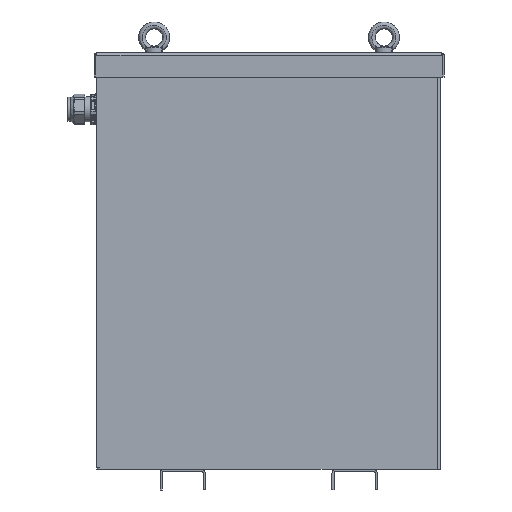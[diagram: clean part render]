
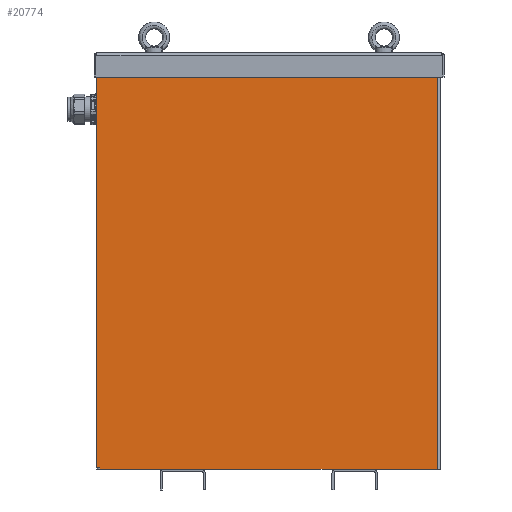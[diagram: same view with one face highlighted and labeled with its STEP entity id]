
A CAD part, left-side view. The second image highlights one B-rep face of the part: STEP entity #20774.
In plain terms, the highlighted planar face has unit normal (-1, 0, 0).
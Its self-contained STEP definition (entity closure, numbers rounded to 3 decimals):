
#16584=CARTESIAN_POINT('',(-103.316,-5.,-72.));
#16585=VERTEX_POINT('',#16584);
#16586=CARTESIAN_POINT('',(-103.316,-59.,-72.));
#16587=VERTEX_POINT('',#16586);
#16588=CARTESIAN_POINT('',(-103.316,-5.,-72.));
#16589=DIRECTION('',(0.0,-1.0,0.0));
#16590=VECTOR('',#16589,54.0);
#16591=LINE('',#16588,#16590);
#16592=EDGE_CURVE('',#16585,#16587,#16591,.T.);
#17122=CARTESIAN_POINT('',(-103.316,191.,-72.));
#17123=VERTEX_POINT('',#17122);
#17124=CARTESIAN_POINT('',(-103.316,191.,-72.));
#17125=DIRECTION('',(0.0,-1.0,0.0));
#17126=VECTOR('',#17125,196.);
#17127=LINE('',#17124,#17126);
#17128=EDGE_CURVE('',#17123,#16585,#17127,.T.);
#17178=CARTESIAN_POINT('',(-103.316,-153.,-72.));
#17179=VERTEX_POINT('',#17178);
#17187=CARTESIAN_POINT('',(-103.316,-59.,-72.));
#17188=DIRECTION('',(0.0,-1.0,0.0));
#17189=VECTOR('',#17188,94.);
#17190=LINE('',#17187,#17189);
#17191=EDGE_CURVE('',#16587,#17179,#17190,.T.);
#17306=CARTESIAN_POINT('',(-103.316,245.,-72.));
#17307=VERTEX_POINT('',#17306);
#17308=CARTESIAN_POINT('',(-103.316,245.,-72.));
#17309=DIRECTION('',(0.0,-1.0,0.0));
#17310=VECTOR('',#17309,54.);
#17311=LINE('',#17308,#17310);
#17312=EDGE_CURVE('',#17307,#17123,#17311,.T.);
#17837=CARTESIAN_POINT('',(-103.316,339.,-72.));
#17838=VERTEX_POINT('',#17837);
#17839=CARTESIAN_POINT('',(-103.316,339.,-72.));
#17840=DIRECTION('',(0.0,-1.0,0.0));
#17841=VECTOR('',#17840,94.);
#17842=LINE('',#17839,#17841);
#17843=EDGE_CURVE('',#17838,#17307,#17842,.T.);
#20125=CARTESIAN_POINT('',(-103.316,339.,-70.));
#20126=VERTEX_POINT('',#20125);
#20127=CARTESIAN_POINT('',(-103.316,339.,-72.));
#20128=DIRECTION('',(0.0,0.0,1.0));
#20129=VECTOR('',#20128,2.0);
#20130=LINE('',#20127,#20129);
#20131=EDGE_CURVE('',#17838,#20126,#20130,.T.);
#20252=CARTESIAN_POINT('',(-103.316,343.,-70.));
#20253=VERTEX_POINT('',#20252);
#20254=CARTESIAN_POINT('',(-103.316,339.,-70.));
#20255=DIRECTION('',(0.0,1.0,0.0));
#20256=VECTOR('',#20255,4.);
#20257=LINE('',#20254,#20256);
#20258=EDGE_CURVE('',#20126,#20253,#20257,.T.);
#20530=CARTESIAN_POINT('',(-103.316,-153.,527.5));
#20531=VERTEX_POINT('',#20530);
#20684=CARTESIAN_POINT('',(-103.316,-153.,-72.));
#20685=DIRECTION('',(0.0,0.0,1.0));
#20686=VECTOR('',#20685,599.5);
#20687=LINE('',#20684,#20686);
#20688=EDGE_CURVE('',#17179,#20531,#20687,.T.);
#20745=CARTESIAN_POINT('',(-103.316,93.,230.75));
#20746=DIRECTION('',(-1.0,0.0,0.0));
#20747=DIRECTION('',(0.0,-1.0,0.0));
#20748=AXIS2_PLACEMENT_3D('',#20745,#20746,#20747);
#20749=PLANE('',#20748);
#20750=ORIENTED_EDGE('',*,*,#20688,.T.);
#20751=CARTESIAN_POINT('',(-103.316,343.0,527.5));
#20752=VERTEX_POINT('',#20751);
#20753=CARTESIAN_POINT('',(-103.316,-153.,527.5));
#20754=DIRECTION('',(0.0,1.0,0.0));
#20755=VECTOR('',#20754,496.);
#20756=LINE('',#20753,#20755);
#20757=EDGE_CURVE('',#20531,#20752,#20756,.T.);
#20758=ORIENTED_EDGE('',*,*,#20757,.T.);
#20759=CARTESIAN_POINT('',(-103.316,343.,-70.));
#20760=DIRECTION('',(0.0,0.0,1.0));
#20761=VECTOR('',#20760,597.5);
#20762=LINE('',#20759,#20761);
#20763=EDGE_CURVE('',#20253,#20752,#20762,.T.);
#20764=ORIENTED_EDGE('',*,*,#20763,.F.);
#20765=ORIENTED_EDGE('',*,*,#20258,.F.);
#20766=ORIENTED_EDGE('',*,*,#20131,.F.);
#20767=ORIENTED_EDGE('',*,*,#17843,.T.);
#20768=ORIENTED_EDGE('',*,*,#17312,.T.);
#20769=ORIENTED_EDGE('',*,*,#17128,.T.);
#20770=ORIENTED_EDGE('',*,*,#16592,.T.);
#20771=ORIENTED_EDGE('',*,*,#17191,.T.);
#20772=EDGE_LOOP('',(#20750,#20758,#20764,#20765,#20766,#20767,#20768,#20769,#20770,#20771));
#20773=FACE_OUTER_BOUND('',#20772,.T.);
#20774=ADVANCED_FACE('',(#20773),#20749,.T.);
